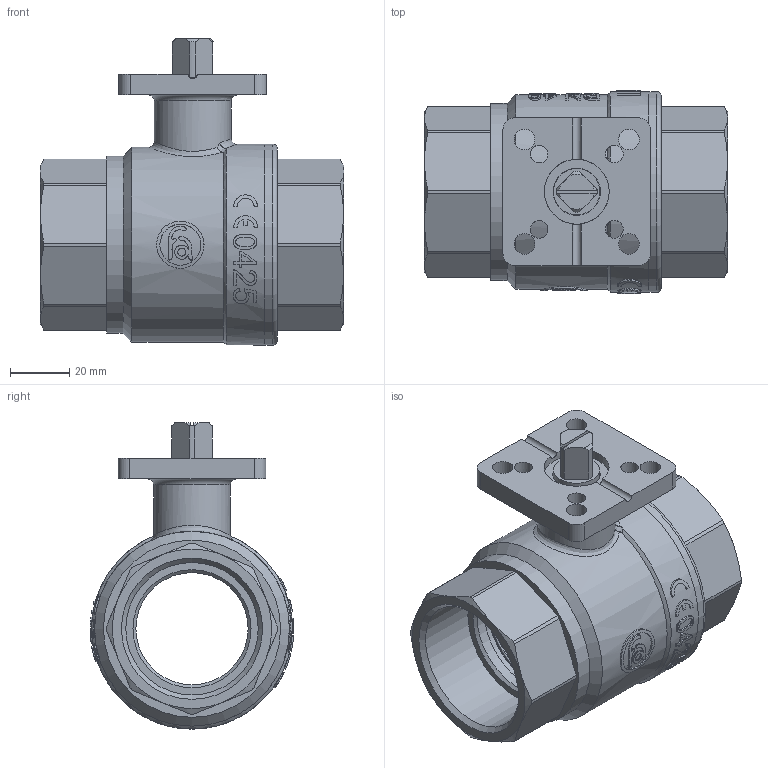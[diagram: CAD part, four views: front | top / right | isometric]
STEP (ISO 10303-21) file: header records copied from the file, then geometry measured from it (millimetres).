
FILE_DESCRIPTION(/* description */ ('Unknown'),/* implementation_level */ '2;1');
FILE_NAME(/* name */ '767-08',/* time_stamp */ '2023-06-07T13:00:09+02:00',/* author */ ('Unknown'),/* organization */ ('Unknown'),/* preprocessor_version */ 'ST-DEVELOPER v18.102',/* originating_system */ 'Solid Edge',/* authorisation */ 'Unknown');
FILE_SCHEMA (('AUTOMOTIVE_DESIGN {1 0 10303 214 3 1 1}'));
Length unit declared in the file: millimetre
Products named in the file (9): 2.110.040_(767-08); LA0160#11040; OR0072#V43; SE0164#040; LA0161#040; OR0072#V31; LA0022#040; AT0042#36; RO0079#12
Assembly tree (11 placements, depth 2):
  2.110.040_(767-08)
    LA0160#11040
    OR0072#V43  x2
    SE0164#040  x2
    LA0161#040
    OR0072#V31  x2
    LA0022#040
    AT0042#36
    RO0079#12
Bounding box: 102.7 x 69 x 103.7 mm (x, y, z)
Volume: 153771.8 mm3; surface area: 92828.3 mm2
Topology: 11 solids, 11 shells, 412 faces, 996 edges, 651 vertices
Faces by surface type: plane 191, cylinder 122, bspline 39, cone 36, torus 21, sphere 3
Full cylindrical faces by diameter (mm): 2.672 x1, 6 x4, 7 x4, 12.8 x2, 13.876 x1, 15.7 x1, 15.98 x3, 16 x2, 16.1 x1, 19.5 x2, 20.5 x1, 22 x1, 26 x1, 27.5 x1, 38 x5, 41 x1, 44.845 x2, 49.9 x2, 50.2 x2, 56 x1, 60 x1, 60.5 x1, 60.51 x1, 62 x1, 62.3 x1, 66 x1, 68 x2
Entity records: 18167 total; most frequent: CARTESIAN_POINT 6832, DIRECTION 1820, ORIENTED_EDGE 1700, EDGE_CURVE 850, AXIS2_PLACEMENT_3D 746, VERTEX_POINT 604, FACE_BOUND 574, EDGE_LOOP 572
